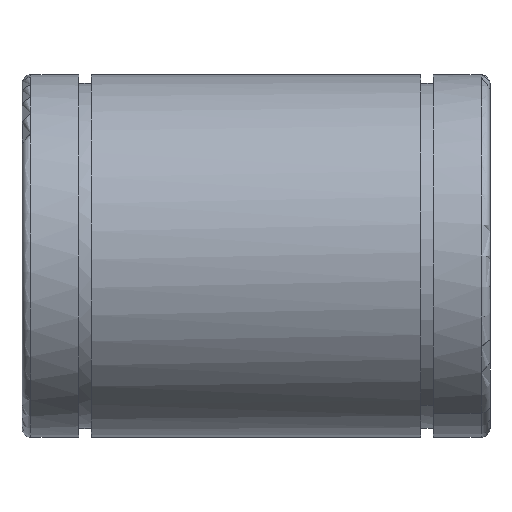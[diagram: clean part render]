
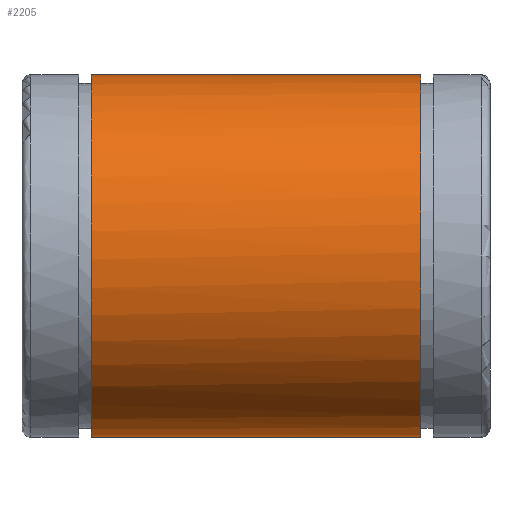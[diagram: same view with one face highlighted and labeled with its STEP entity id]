
A CAD part, front view. The second image highlights one B-rep face of the part: STEP entity #2205.
In plain terms, the highlighted cylindrical face has radius 31 mm (diameter 62 mm), a partial arc.
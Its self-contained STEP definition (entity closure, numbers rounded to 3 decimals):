
#2197=AXIS2_PLACEMENT_3D('Cylinder Axis2P3D',#2194,#2195,#2196) ;
#938=CARTESIAN_POINT('Line Origine',(40.,0.,-31.)) ;
#942=CARTESIAN_POINT('Vertex',(11.85,0.,-31.)) ;
#944=CARTESIAN_POINT('Vertex',(68.15,0.,-31.)) ;
#970=CARTESIAN_POINT('Control Point',(11.85,0.,31.)) ;
#971=CARTESIAN_POINT('Control Point',(11.85,-3.,31.)) ;
#972=CARTESIAN_POINT('Control Point',(11.85,-6.001,30.637)) ;
#973=CARTESIAN_POINT('Control Point',(11.85,-8.943,29.911)) ;
#974=CARTESIAN_POINT('Control Point',(11.85,-14.592,27.762)) ;
#975=CARTESIAN_POINT('Control Point',(11.85,-19.566,24.327)) ;
#976=CARTESIAN_POINT('Control Point',(11.85,-21.832,22.316)) ;
#977=CARTESIAN_POINT('Control Point',(11.85,-25.833,17.785)) ;
#978=CARTESIAN_POINT('Control Point',(11.85,-28.638,12.43)) ;
#979=CARTESIAN_POINT('Control Point',(11.85,-29.708,9.595)) ;
#980=CARTESIAN_POINT('Control Point',(11.85,-31.141,3.723)) ;
#981=CARTESIAN_POINT('Control Point',(11.85,-31.133,-2.321)) ;
#982=CARTESIAN_POINT('Control Point',(11.85,-30.761,-5.329)) ;
#983=CARTESIAN_POINT('Control Point',(11.85,-29.298,-11.193)) ;
#984=CARTESIAN_POINT('Control Point',(11.85,-26.478,-16.54)) ;
#985=CARTESIAN_POINT('Control Point',(11.85,-24.749,-19.029)) ;
#986=CARTESIAN_POINT('Control Point',(11.85,-20.725,-23.539)) ;
#987=CARTESIAN_POINT('Control Point',(11.85,-15.742,-26.96)) ;
#988=CARTESIAN_POINT('Control Point',(11.85,-13.054,-28.359)) ;
#989=CARTESIAN_POINT('Control Point',(11.85,-8.832,-29.94)) ;
#990=CARTESIAN_POINT('Control Point',(11.85,-4.419,-30.737)) ;
#991=CARTESIAN_POINT('Control Point',(11.85,-2.951,-30.912)) ;
#992=CARTESIAN_POINT('Control Point',(11.85,-1.475,-31.)) ;
#993=CARTESIAN_POINT('Control Point',(11.85,0.,-31.)) ;
#994=CARTESIAN_POINT('Vertex',(11.85,0.,31.)) ;
#2024=CARTESIAN_POINT('Vertex',(68.15,0.,31.)) ;
#2028=CARTESIAN_POINT('Control Point',(68.15,0.,-31.)) ;
#2029=CARTESIAN_POINT('Control Point',(68.15,-3.,-31.)) ;
#2030=CARTESIAN_POINT('Control Point',(68.15,-6.001,-30.637)) ;
#2031=CARTESIAN_POINT('Control Point',(68.15,-8.943,-29.911)) ;
#2032=CARTESIAN_POINT('Control Point',(68.15,-14.592,-27.762)) ;
#2033=CARTESIAN_POINT('Control Point',(68.15,-19.566,-24.327)) ;
#2034=CARTESIAN_POINT('Control Point',(68.15,-21.832,-22.316)) ;
#2035=CARTESIAN_POINT('Control Point',(68.15,-25.833,-17.785)) ;
#2036=CARTESIAN_POINT('Control Point',(68.15,-28.638,-12.43)) ;
#2037=CARTESIAN_POINT('Control Point',(68.15,-29.708,-9.595)) ;
#2038=CARTESIAN_POINT('Control Point',(68.15,-31.141,-3.723)) ;
#2039=CARTESIAN_POINT('Control Point',(68.15,-31.133,2.321)) ;
#2040=CARTESIAN_POINT('Control Point',(68.15,-30.761,5.329)) ;
#2041=CARTESIAN_POINT('Control Point',(68.15,-29.298,11.193)) ;
#2042=CARTESIAN_POINT('Control Point',(68.15,-26.478,16.54)) ;
#2043=CARTESIAN_POINT('Control Point',(68.15,-24.749,19.029)) ;
#2044=CARTESIAN_POINT('Control Point',(68.15,-20.725,23.539)) ;
#2045=CARTESIAN_POINT('Control Point',(68.15,-15.742,26.96)) ;
#2046=CARTESIAN_POINT('Control Point',(68.15,-13.054,28.359)) ;
#2047=CARTESIAN_POINT('Control Point',(68.15,-8.832,29.94)) ;
#2048=CARTESIAN_POINT('Control Point',(68.15,-4.419,30.737)) ;
#2049=CARTESIAN_POINT('Control Point',(68.15,-2.951,30.912)) ;
#2050=CARTESIAN_POINT('Control Point',(68.15,-1.475,31.)) ;
#2051=CARTESIAN_POINT('Control Point',(68.15,0.,31.)) ;
#2064=CARTESIAN_POINT('Line Origine',(40.,0.,31.)) ;
#2194=CARTESIAN_POINT('Axis2P3D Location',(40.,0.,0.)) ;
#939=DIRECTION('Vector Direction',(1.,0.,0.)) ;
#2065=DIRECTION('Vector Direction',(1.,0.,0.)) ;
#2195=DIRECTION('Axis2P3D Direction',(1.,0.,0.)) ;
#2196=DIRECTION('Axis2P3D XDirection',(0.,0.,1.)) ;
#940=VECTOR('Line Direction',#939,1.) ;
#2066=VECTOR('Line Direction',#2065,1.) ;
#2200=ORIENTED_EDGE('',*,*,#946,.T.) ;
#2201=ORIENTED_EDGE('',*,*,#2052,.T.) ;
#2202=ORIENTED_EDGE('',*,*,#2068,.T.) ;
#2203=ORIENTED_EDGE('',*,*,#996,.T.) ;
#2205=ADVANCED_FACE('',(#2204),#2198,.T.) ;
#969=B_SPLINE_CURVE_WITH_KNOTS('',5,(#970,#971,#972,#973,#974,#975,#976,#977,#978,#979,#980,#981,#982,#983,#984,#985,#986,#987,#988,#989,#990,#991,#992,#993),.UNSPECIFIED.,.F.,.U.,(6,3,3,3,3,3,3,6),(0.,21.216,42.432,63.647,84.863,106.079,127.295,137.728),.UNSPECIFIED.) ;
#2027=B_SPLINE_CURVE_WITH_KNOTS('',5,(#2028,#2029,#2030,#2031,#2032,#2033,#2034,#2035,#2036,#2037,#2038,#2039,#2040,#2041,#2042,#2043,#2044,#2045,#2046,#2047,#2048,#2049,#2050,#2051),.UNSPECIFIED.,.F.,.U.,(6,3,3,3,3,3,3,6),(0.,21.216,42.432,63.647,84.863,106.079,127.295,137.728),.UNSPECIFIED.) ;
#2198=CYLINDRICAL_SURFACE('generated cylinder',#2197,31.) ;
#946=EDGE_CURVE('',#943,#945,#941,.T.) ;
#996=EDGE_CURVE('',#995,#943,#969,.T.) ;
#2052=EDGE_CURVE('',#945,#2025,#2027,.T.) ;
#2068=EDGE_CURVE('',#2025,#995,#2067,.F.) ;
#2199=EDGE_LOOP('',(#2200,#2201,#2202,#2203)) ;
#2204=FACE_OUTER_BOUND('',#2199,.T.) ;
#941=LINE('Line',#938,#940) ;
#2067=LINE('Line',#2064,#2066) ;
#943=VERTEX_POINT('',#942) ;
#945=VERTEX_POINT('',#944) ;
#995=VERTEX_POINT('',#994) ;
#2025=VERTEX_POINT('',#2024) ;
